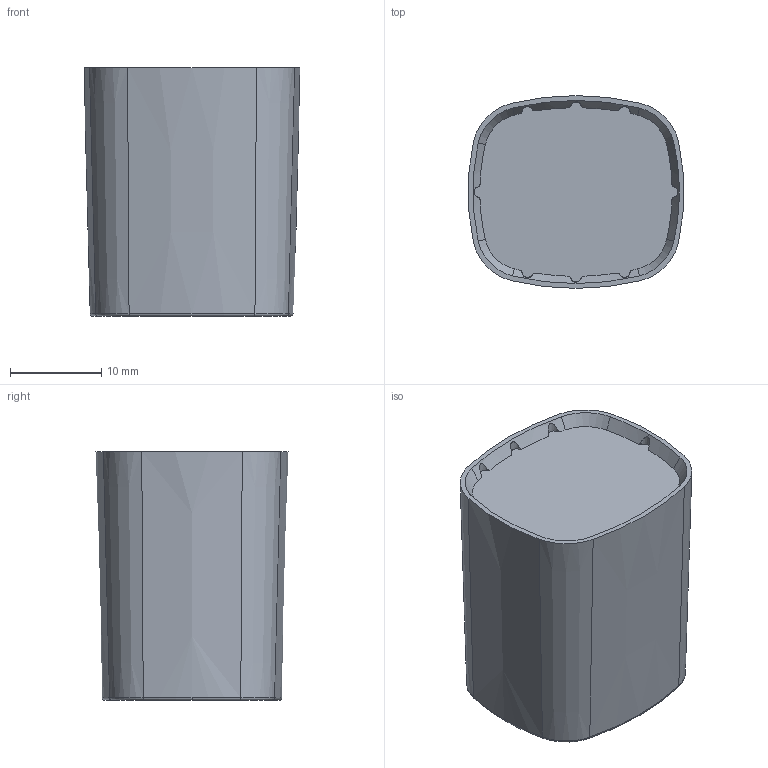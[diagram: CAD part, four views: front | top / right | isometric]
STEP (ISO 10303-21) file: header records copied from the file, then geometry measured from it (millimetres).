
FILE_DESCRIPTION (( 'STEP AP203' ), '1' );
FILE_NAME ('Customer-BB(090)P08.STEP', '2020-05-28T20:12:38', ( '' ), ( '' ), 'SwSTEP 2.0', 'SolidWorks 2018', '' );
FILE_SCHEMA (( 'CONFIG_CONTROL_DESIGN' ));
Length unit declared in the file: millimetre
Products named in the file (1): Customer-BB(090)P08
Bounding box: 23.61 x 21.15 x 27.3 mm (x, y, z)
Volume: 10831.6 mm3; surface area: 2886.6 mm2
Topology: 1 solids, 1 shells, 53 faces, 142 edges, 92 vertices
Faces by surface type: cone 25, bspline 16, torus 9, plane 3
Entity records: 2116 total; most frequent: CARTESIAN_POINT 825, ORIENTED_EDGE 284, DIRECTION 229, EDGE_CURVE 142, AXIS2_PLACEMENT_3D 106, VERTEX_POINT 92, CIRCLE 68, B_SPLINE_CURVE_WITH_KNOTS 57
